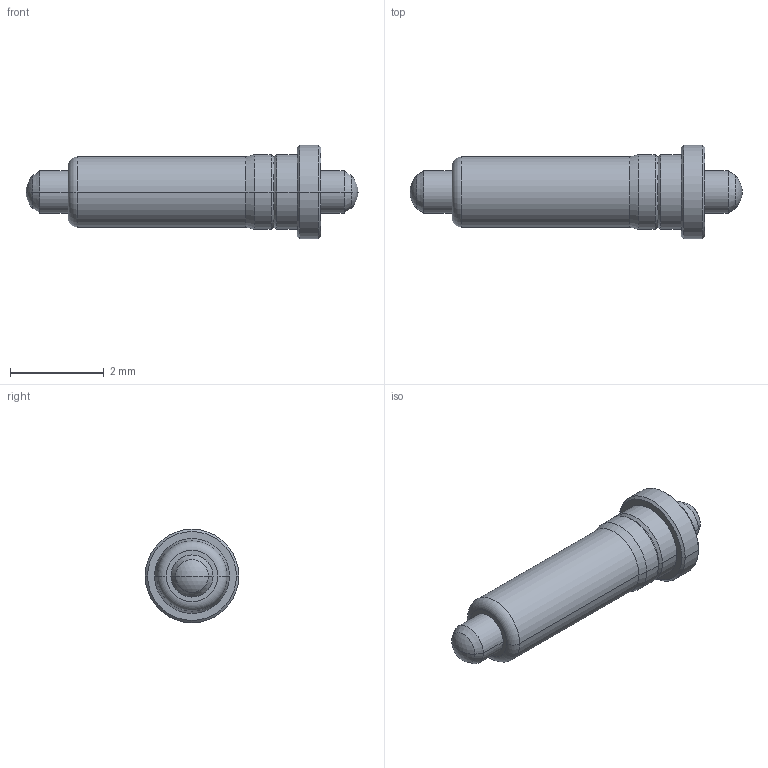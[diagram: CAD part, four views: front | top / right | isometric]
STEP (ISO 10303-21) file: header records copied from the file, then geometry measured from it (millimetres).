
FILE_DESCRIPTION (( 'STEP AP203' ), '1' );
FILE_NAME ('[Ref3D]CEE-5409-6356 Rev0.stp.STEP', '2023-06-21T11:26:22', ( '' ), ( '' ), 'SwSTEP 2.0', 'SolidWorks 2020', '' );
FILE_SCHEMA (( 'CONFIG_CONTROL_DESIGN' ));
Length unit declared in the file: millimetre
Products named in the file (1): [Ref3D]CEE-5409-6356 Rev0.stp
Bounding box: 7.1 x 2 x 2 mm (x, y, z)
Volume: 11.3 mm3; surface area: 35.7 mm2
Topology: 1 solids, 1 shells, 35 faces, 66 edges, 36 vertices
Faces by surface type: cone 14, cylinder 12, sphere 4, plane 3, torus 2
Entity records: 945 total; most frequent: DIRECTION 178, CARTESIAN_POINT 138, ORIENTED_EDGE 132, AXIS2_PLACEMENT_3D 76, EDGE_CURVE 66, CIRCLE 40, EDGE_LOOP 38, VERTEX_POINT 36
